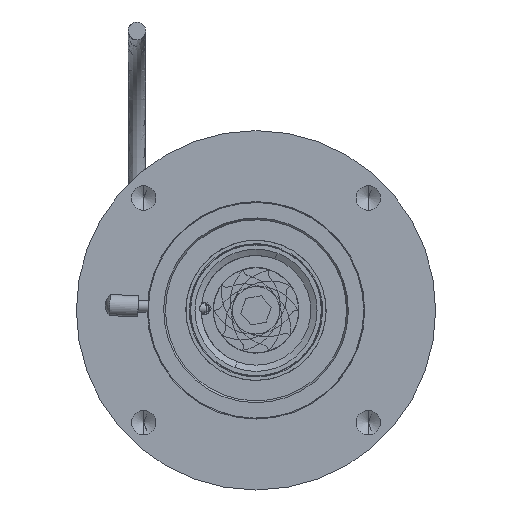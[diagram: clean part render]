
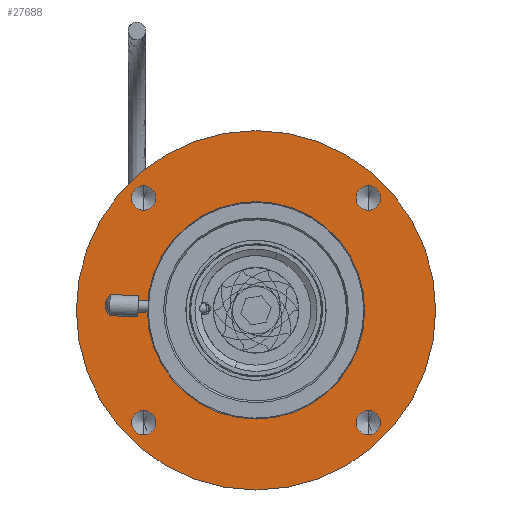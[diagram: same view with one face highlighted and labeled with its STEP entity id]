
A CAD part, left-side view. The second image highlights one B-rep face of the part: STEP entity #27688.
In plain terms, the highlighted planar face has unit normal (-1, 0, 0).
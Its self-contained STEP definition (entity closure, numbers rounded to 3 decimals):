
#60 = AXIS2_PLACEMENT_3D ( 'NONE', #21578, #103584, #95094 ) ;
#536 = CIRCLE ( 'NONE', #37491, 1.727 ) ;
#1422 = FACE_OUTER_BOUND ( 'NONE', #63287, .T. ) ;
#2724 = DIRECTION ( 'NONE',  ( -1., 0., 0. ) ) ;
#3860 = CARTESIAN_POINT ( 'NONE',  ( 0., 15.875, -17.602 ) ) ;
#4010 = FACE_BOUND ( 'NONE', #34700, .T. ) ;
#5678 = CIRCLE ( 'NONE', #74937, 1.727 ) ;
#6157 = EDGE_LOOP ( 'NONE', ( #59597, #62358 ) ) ;
#8928 = AXIS2_PLACEMENT_3D ( 'NONE', #40446, #81325, #48665 ) ;
#9245 = CARTESIAN_POINT ( 'NONE',  ( 0., 15.875, -14.148 ) ) ;
#9346 = EDGE_CURVE ( 'NONE', #81707, #55422, #38543, .T. ) ;
#10580 = ORIENTED_EDGE ( 'NONE', *, *, #84610, .F. ) ;
#11311 = AXIS2_PLACEMENT_3D ( 'NONE', #32521, #49933, #42095 ) ;
#11998 = DIRECTION ( 'NONE',  ( -1., 0., 0. ) ) ;
#12343 = VERTEX_POINT ( 'NONE', #38586 ) ;
#13038 = AXIS2_PLACEMENT_3D ( 'NONE', #86438, #54146, #13593 ) ;
#13593 = DIRECTION ( 'NONE',  ( 0., 0., 1. ) ) ;
#18599 = EDGE_CURVE ( 'NONE', #91336, #73620, #23355, .T. ) ;
#19940 = VERTEX_POINT ( 'NONE', #9245 ) ;
#21578 = CARTESIAN_POINT ( 'NONE',  ( 0., 15.367, 0. ) ) ;
#22572 = VERTEX_POINT ( 'NONE', #87663 ) ;
#23355 = CIRCLE ( 'NONE', #88359, 1.727 ) ;
#23468 = VERTEX_POINT ( 'NONE', #104770 ) ;
#24715 = CIRCLE ( 'NONE', #42072, 15.367 ) ;
#27688 = ADVANCED_FACE ( 'NONE', ( #82847, #39633, #4010, #38443, #74034, #1422 ), #46136, .F. ) ;
#27696 = DIRECTION ( 'NONE',  ( -1., 0., 0. ) ) ;
#30495 = DIRECTION ( 'NONE',  ( 0., 0., 1. ) ) ;
#31200 = EDGE_LOOP ( 'NONE', ( #10580, #99892 ) ) ;
#31339 = ORIENTED_EDGE ( 'NONE', *, *, #61108, .T. ) ;
#32344 = VERTEX_POINT ( 'NONE', #91771 ) ;
#32521 = CARTESIAN_POINT ( 'NONE',  ( 0., 15.875, -15.875 ) ) ;
#32548 = DIRECTION ( 'NONE',  ( 0., 0., 1. ) ) ;
#34700 = EDGE_LOOP ( 'NONE', ( #49764, #50114 ) ) ;
#35453 = CARTESIAN_POINT ( 'NONE',  ( 0., -15.875, -15.875 ) ) ;
#36932 = DIRECTION ( 'NONE',  ( 0., 0., 1. ) ) ;
#37491 = AXIS2_PLACEMENT_3D ( 'NONE', #85939, #77104, #36932 ) ;
#37972 = CARTESIAN_POINT ( 'NONE',  ( 0., 0., 25.4 ) ) ;
#38443 = FACE_BOUND ( 'NONE', #6157, .T. ) ;
#38543 = CIRCLE ( 'NONE', #54683, 1.727 ) ;
#38586 = CARTESIAN_POINT ( 'NONE',  ( 0., 0., -25.4 ) ) ;
#39092 = CIRCLE ( 'NONE', #70116, 1.727 ) ;
#39633 = FACE_BOUND ( 'NONE', #104090, .T. ) ;
#40231 = CARTESIAN_POINT ( 'NONE',  ( 0., -15.875, -15.875 ) ) ;
#40446 = CARTESIAN_POINT ( 'NONE',  ( 0., 0., 0. ) ) ;
#40784 = AXIS2_PLACEMENT_3D ( 'NONE', #35453, #2724, #92283 ) ;
#41513 = ORIENTED_EDGE ( 'NONE', *, *, #68743, .F. ) ;
#42072 = AXIS2_PLACEMENT_3D ( 'NONE', #68950, #94819, #30495 ) ;
#42095 = DIRECTION ( 'NONE',  ( 0., 0., 1. ) ) ;
#42899 = EDGE_CURVE ( 'NONE', #70544, #19940, #39092, .T. ) ;
#43474 = EDGE_LOOP ( 'NONE', ( #49109, #67394 ) ) ;
#43940 = CARTESIAN_POINT ( 'NONE',  ( 0., 15.875, 17.602 ) ) ;
#43991 = ORIENTED_EDGE ( 'NONE', *, *, #62874, .T. ) ;
#44798 = DIRECTION ( 'NONE',  ( 0., 0., 1. ) ) ;
#46136 = PLANE ( 'NONE',  #60 ) ;
#46368 = CIRCLE ( 'NONE', #8928, 15.367 ) ;
#46982 = CARTESIAN_POINT ( 'NONE',  ( 0., 15.875, 14.148 ) ) ;
#48665 = DIRECTION ( 'NONE',  ( 0., 0., 1. ) ) ;
#49109 = ORIENTED_EDGE ( 'NONE', *, *, #50873, .F. ) ;
#49550 = CIRCLE ( 'NONE', #50538, 1.727 ) ;
#49764 = ORIENTED_EDGE ( 'NONE', *, *, #94250, .F. ) ;
#49933 = DIRECTION ( 'NONE',  ( -1., 0., 0. ) ) ;
#50114 = ORIENTED_EDGE ( 'NONE', *, *, #42899, .F. ) ;
#50241 = EDGE_CURVE ( 'NONE', #22572, #97533, #56834, .T. ) ;
#50538 = AXIS2_PLACEMENT_3D ( 'NONE', #40231, #80433, #95689 ) ;
#50873 = EDGE_CURVE ( 'NONE', #55422, #81707, #5678, .T. ) ;
#51513 = DIRECTION ( 'NONE',  ( 0., 0., 1. ) ) ;
#52844 = CIRCLE ( 'NONE', #11311, 1.727 ) ;
#54146 = DIRECTION ( 'NONE',  ( -1., 0., 0. ) ) ;
#54683 = AXIS2_PLACEMENT_3D ( 'NONE', #77080, #69270, #68910 ) ;
#54794 = AXIS2_PLACEMENT_3D ( 'NONE', #56075, #73113, #88349 ) ;
#55422 = VERTEX_POINT ( 'NONE', #85834 ) ;
#55547 = EDGE_CURVE ( 'NONE', #23468, #32344, #24715, .T. ) ;
#56075 = CARTESIAN_POINT ( 'NONE',  ( 0., 0., 0. ) ) ;
#56834 = CIRCLE ( 'NONE', #40784, 1.727 ) ;
#59597 = ORIENTED_EDGE ( 'NONE', *, *, #18599, .F. ) ;
#61108 = EDGE_CURVE ( 'NONE', #12343, #104946, #100261, .T. ) ;
#62358 = ORIENTED_EDGE ( 'NONE', *, *, #90777, .F. ) ;
#62870 = ORIENTED_EDGE ( 'NONE', *, *, #50241, .F. ) ;
#62874 = EDGE_CURVE ( 'NONE', #104946, #12343, #65490, .T. ) ;
#63287 = EDGE_LOOP ( 'NONE', ( #43991, #31339 ) ) ;
#63772 = CARTESIAN_POINT ( 'NONE',  ( 0., -15.875, 14.148 ) ) ;
#65490 = CIRCLE ( 'NONE', #54794, 25.4 ) ;
#67394 = ORIENTED_EDGE ( 'NONE', *, *, #9346, .F. ) ;
#68743 = EDGE_CURVE ( 'NONE', #97533, #22572, #49550, .T. ) ;
#68910 = DIRECTION ( 'NONE',  ( 0., 0., 1. ) ) ;
#68950 = CARTESIAN_POINT ( 'NONE',  ( 0., 0., 0. ) ) ;
#69262 = CARTESIAN_POINT ( 'NONE',  ( 0., -15.875, -17.602 ) ) ;
#69270 = DIRECTION ( 'NONE',  ( -1., 0., 0. ) ) ;
#70116 = AXIS2_PLACEMENT_3D ( 'NONE', #75680, #11998, #32548 ) ;
#70544 = VERTEX_POINT ( 'NONE', #3860 ) ;
#73113 = DIRECTION ( 'NONE',  ( -1., 0., 0. ) ) ;
#73620 = VERTEX_POINT ( 'NONE', #46982 ) ;
#74034 = FACE_BOUND ( 'NONE', #31200, .T. ) ;
#74937 = AXIS2_PLACEMENT_3D ( 'NONE', #90908, #91947, #51513 ) ;
#75680 = CARTESIAN_POINT ( 'NONE',  ( 0., 15.875, -15.875 ) ) ;
#77080 = CARTESIAN_POINT ( 'NONE',  ( 0., -15.875, 15.875 ) ) ;
#77104 = DIRECTION ( 'NONE',  ( -1., 0., 0. ) ) ;
#80433 = DIRECTION ( 'NONE',  ( -1., 0., 0. ) ) ;
#81325 = DIRECTION ( 'NONE',  ( -1., 0., 0. ) ) ;
#81707 = VERTEX_POINT ( 'NONE', #63772 ) ;
#82847 = FACE_BOUND ( 'NONE', #43474, .T. ) ;
#84610 = EDGE_CURVE ( 'NONE', #32344, #23468, #46368, .T. ) ;
#85834 = CARTESIAN_POINT ( 'NONE',  ( 0., -15.875, 17.602 ) ) ;
#85939 = CARTESIAN_POINT ( 'NONE',  ( 0., 15.875, 15.875 ) ) ;
#86438 = CARTESIAN_POINT ( 'NONE',  ( 0., 0., 0. ) ) ;
#87663 = CARTESIAN_POINT ( 'NONE',  ( 0., -15.875, -14.148 ) ) ;
#88349 = DIRECTION ( 'NONE',  ( 0., 0., 1. ) ) ;
#88359 = AXIS2_PLACEMENT_3D ( 'NONE', #90954, #27696, #44798 ) ;
#90777 = EDGE_CURVE ( 'NONE', #73620, #91336, #536, .T. ) ;
#90908 = CARTESIAN_POINT ( 'NONE',  ( 0., -15.875, 15.875 ) ) ;
#90954 = CARTESIAN_POINT ( 'NONE',  ( 0., 15.875, 15.875 ) ) ;
#91336 = VERTEX_POINT ( 'NONE', #43940 ) ;
#91771 = CARTESIAN_POINT ( 'NONE',  ( 0., 0., 15.367 ) ) ;
#91947 = DIRECTION ( 'NONE',  ( -1., 0., 0. ) ) ;
#92283 = DIRECTION ( 'NONE',  ( 0., 0., 1. ) ) ;
#94250 = EDGE_CURVE ( 'NONE', #19940, #70544, #52844, .T. ) ;
#94819 = DIRECTION ( 'NONE',  ( -1., 0., 0. ) ) ;
#95094 = DIRECTION ( 'NONE',  ( 0., 0., -1. ) ) ;
#95689 = DIRECTION ( 'NONE',  ( 0., 0., 1. ) ) ;
#97533 = VERTEX_POINT ( 'NONE', #69262 ) ;
#99892 = ORIENTED_EDGE ( 'NONE', *, *, #55547, .F. ) ;
#100261 = CIRCLE ( 'NONE', #13038, 25.4 ) ;
#103584 = DIRECTION ( 'NONE',  ( 1., 0., 0. ) ) ;
#104090 = EDGE_LOOP ( 'NONE', ( #62870, #41513 ) ) ;
#104770 = CARTESIAN_POINT ( 'NONE',  ( 0., 0., -15.367 ) ) ;
#104946 = VERTEX_POINT ( 'NONE', #37972 ) ;
